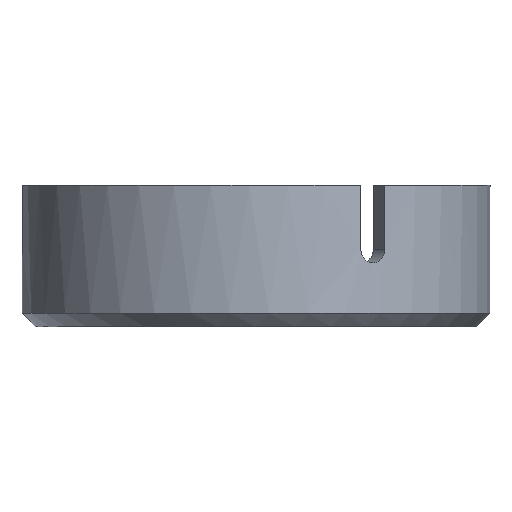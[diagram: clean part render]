
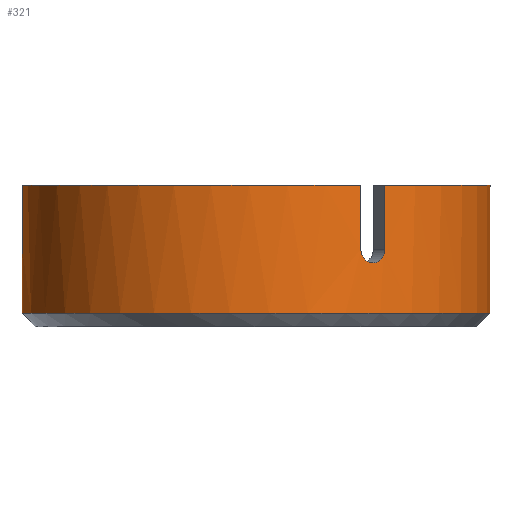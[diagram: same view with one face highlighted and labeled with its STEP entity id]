
A CAD part, left-side view. The second image highlights one B-rep face of the part: STEP entity #321.
In plain terms, the highlighted cylindrical face has radius 17 mm (diameter 34 mm), a full revolution.
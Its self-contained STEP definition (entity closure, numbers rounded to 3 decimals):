
#29=CIRCLE('',#349,17.);
#30=CIRCLE('',#351,17.);
#32=CIRCLE('',#357,17.);
#34=CIRCLE('',#363,17.);
#40=CYLINDRICAL_SURFACE('',#365,17.);
#43=LINE('',#462,#65);
#46=LINE('',#474,#68);
#50=LINE('',#519,#72);
#54=LINE('',#543,#76);
#58=LINE('',#555,#80);
#62=LINE('',#579,#84);
#65=VECTOR('',#373,1000.);
#68=VECTOR('',#378,1000.);
#72=VECTOR('',#410,1000.);
#76=VECTOR('',#418,1000.);
#80=VECTOR('',#430,1000.);
#84=VECTOR('',#438,1000.);
#142=ORIENTED_EDGE('',*,*,#177,.T.);
#143=ORIENTED_EDGE('',*,*,#170,.T.);
#144=ORIENTED_EDGE('',*,*,#207,.T.);
#145=ORIENTED_EDGE('',*,*,#205,.T.);
#146=ORIENTED_EDGE('',*,*,#202,.T.);
#147=ORIENTED_EDGE('',*,*,#199,.T.);
#148=ORIENTED_EDGE('',*,*,#195,.T.);
#149=ORIENTED_EDGE('',*,*,#193,.T.);
#150=ORIENTED_EDGE('',*,*,#190,.T.);
#151=ORIENTED_EDGE('',*,*,#187,.T.);
#152=ORIENTED_EDGE('',*,*,#183,.T.);
#153=ORIENTED_EDGE('',*,*,#174,.T.);
#154=ORIENTED_EDGE('',*,*,#182,.T.);
#170=EDGE_CURVE('',#212,#211,#43,.T.);
#174=EDGE_CURVE('',#216,#215,#46,.F.);
#177=EDGE_CURVE('',#215,#212,#241,.T.);
#182=EDGE_CURVE('',#221,#221,#29,.F.);
#183=EDGE_CURVE('',#222,#216,#30,.T.);
#187=EDGE_CURVE('',#225,#222,#50,.T.);
#190=EDGE_CURVE('',#227,#225,#243,.T.);
#193=EDGE_CURVE('',#229,#227,#54,.F.);
#195=EDGE_CURVE('',#230,#229,#32,.T.);
#199=EDGE_CURVE('',#233,#230,#58,.T.);
#202=EDGE_CURVE('',#235,#233,#245,.T.);
#205=EDGE_CURVE('',#237,#235,#62,.F.);
#207=EDGE_CURVE('',#211,#237,#34,.T.);
#211=VERTEX_POINT('',#461);
#212=VERTEX_POINT('',#463);
#215=VERTEX_POINT('',#473);
#216=VERTEX_POINT('',#475);
#221=VERTEX_POINT('',#509);
#222=VERTEX_POINT('',#512);
#225=VERTEX_POINT('',#520);
#227=VERTEX_POINT('',#538);
#229=VERTEX_POINT('',#544);
#230=VERTEX_POINT('',#548);
#233=VERTEX_POINT('',#556);
#235=VERTEX_POINT('',#574);
#237=VERTEX_POINT('',#580);
#241=B_SPLINE_CURVE_WITH_KNOTS('',3,(#489,#490,#491,#492,#493,#494,#495),
 .UNSPECIFIED.,.F.,.F.,(4,1,1,1,4),(0.,0.001,0.002,
0.002,0.003),.UNSPECIFIED.);
#243=B_SPLINE_CURVE_WITH_KNOTS('',3,(#531,#532,#533,#534,#535,#536,#537),
 .UNSPECIFIED.,.F.,.F.,(4,1,1,1,4),(0.,0.001,0.002,
0.002,0.003),.UNSPECIFIED.);
#245=B_SPLINE_CURVE_WITH_KNOTS('',3,(#567,#568,#569,#570,#571,#572,#573),
 .UNSPECIFIED.,.F.,.F.,(4,1,1,1,4),(0.,0.001,0.002,
0.002,0.003),.UNSPECIFIED.);
#266=EDGE_LOOP('',(#142,#143,#144,#145,#146,#147,#148,#149,#150,#151,#152,
#153));
#267=EDGE_LOOP('',(#154));
#290=FACE_BOUND('',#266,.T.);
#291=FACE_BOUND('',#267,.T.);
#321=ADVANCED_FACE('',(#290,#291),#40,.T.);
#349=AXIS2_PLACEMENT_3D('',#508,#398,#399);
#351=AXIS2_PLACEMENT_3D('',#511,#402,#403);
#357=AXIS2_PLACEMENT_3D('',#547,#422,#423);
#363=AXIS2_PLACEMENT_3D('',#583,#442,#443);
#365=AXIS2_PLACEMENT_3D('',#585,#446,#447);
#373=DIRECTION('',(0.,0.,1.));
#378=DIRECTION('',(0.,0.,1.));
#398=DIRECTION('',(0.,0.,-1.));
#399=DIRECTION('',(-0.962,-0.273,0.));
#402=DIRECTION('',(0.,0.,-1.));
#403=DIRECTION('',(-0.962,-0.273,0.));
#410=DIRECTION('',(0.,0.,1.));
#418=DIRECTION('',(0.,0.,1.));
#422=DIRECTION('',(0.,0.,-1.));
#423=DIRECTION('',(-0.962,-0.273,0.));
#430=DIRECTION('',(0.,0.,1.));
#438=DIRECTION('',(0.,0.,1.));
#442=DIRECTION('',(0.,0.,-1.));
#443=DIRECTION('',(-0.962,-0.273,0.));
#446=DIRECTION('',(0.,0.,1.));
#447=DIRECTION('',(0.962,0.273,0.));
#461=CARTESIAN_POINT('',(94.873,-216.209,9.509));
#462=CARTESIAN_POINT('',(94.873,-216.209,-0.8));
#463=CARTESIAN_POINT('',(94.873,-216.209,4.854));
#473=CARTESIAN_POINT('',(96.812,-216.698,4.854));
#474=CARTESIAN_POINT('',(96.812,-216.698,-0.8));
#475=CARTESIAN_POINT('',(96.812,-216.698,9.509));
#489=CARTESIAN_POINT('',(96.812,-216.698,4.854));
#490=CARTESIAN_POINT('',(96.812,-216.698,4.59));
#491=CARTESIAN_POINT('',(96.599,-216.66,4.072));
#492=CARTESIAN_POINT('',(95.835,-216.489,3.746));
#493=CARTESIAN_POINT('',(95.08,-216.276,4.071));
#494=CARTESIAN_POINT('',(94.873,-216.209,4.59));
#495=CARTESIAN_POINT('',(94.873,-216.209,4.854));
#508=CARTESIAN_POINT('',(100.,-200.,0.2));
#509=CARTESIAN_POINT('',(83.644,-204.634,0.2));
#511=CARTESIAN_POINT('',(100.,-200.,9.509));
#512=CARTESIAN_POINT('',(116.6,-196.336,9.509));
#519=CARTESIAN_POINT('',(116.6,-196.336,-0.8));
#520=CARTESIAN_POINT('',(116.6,-196.336,4.854));
#531=CARTESIAN_POINT('',(116.055,-194.411,4.854));
#532=CARTESIAN_POINT('',(116.055,-194.411,4.59));
#533=CARTESIAN_POINT('',(116.128,-194.616,4.072));
#534=CARTESIAN_POINT('',(116.363,-195.363,3.746));
#535=CARTESIAN_POINT('',(116.555,-196.123,4.071));
#536=CARTESIAN_POINT('',(116.6,-196.336,4.59));
#537=CARTESIAN_POINT('',(116.6,-196.336,4.854));
#538=CARTESIAN_POINT('',(116.055,-194.411,4.854));
#543=CARTESIAN_POINT('',(116.055,-194.411,-0.8));
#544=CARTESIAN_POINT('',(116.055,-194.411,9.509));
#547=CARTESIAN_POINT('',(100.,-200.,9.509));
#548=CARTESIAN_POINT('',(88.526,-187.456,9.509));
#555=CARTESIAN_POINT('',(88.526,-187.456,-0.8));
#556=CARTESIAN_POINT('',(88.526,-187.456,4.854));
#567=CARTESIAN_POINT('',(87.133,-188.89,4.854));
#568=CARTESIAN_POINT('',(87.133,-188.89,4.59));
#569=CARTESIAN_POINT('',(87.273,-188.724,4.072));
#570=CARTESIAN_POINT('',(87.802,-188.148,3.746));
#571=CARTESIAN_POINT('',(88.365,-187.601,4.071));
#572=CARTESIAN_POINT('',(88.526,-187.456,4.59));
#573=CARTESIAN_POINT('',(88.526,-187.456,4.854));
#574=CARTESIAN_POINT('',(87.133,-188.89,4.854));
#579=CARTESIAN_POINT('',(87.133,-188.89,-0.8));
#580=CARTESIAN_POINT('',(87.133,-188.89,9.509));
#583=CARTESIAN_POINT('',(100.,-200.,9.509));
#585=CARTESIAN_POINT('',(100.,-200.,-0.8));
